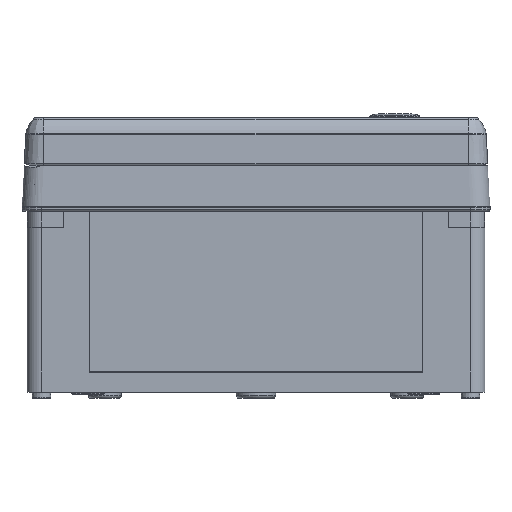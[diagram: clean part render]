
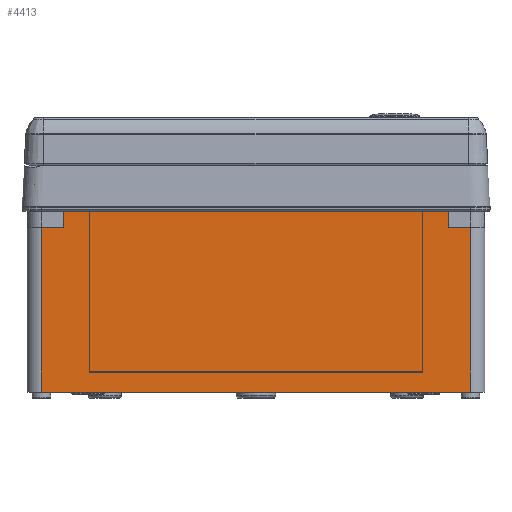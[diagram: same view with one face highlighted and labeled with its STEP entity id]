
A CAD part, front view. The second image highlights one B-rep face of the part: STEP entity #4413.
In plain terms, the highlighted planar face has unit normal (0, -1, 0).
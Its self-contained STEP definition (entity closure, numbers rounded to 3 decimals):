
#4413 = ADVANCED_FACE( '', ( #10452, #10453 ), #10454, .T. );
#10452 = FACE_OUTER_BOUND( '', #18656, .T. );
#10453 = FACE_BOUND( '', #18657, .T. );
#10454 = PLANE( '', #18658 );
#18656 = EDGE_LOOP( '', ( #32382, #32383, #32384, #32385, #32386, #32387, #32388, #32389 ) );
#18657 = EDGE_LOOP( '', ( #32390, #32391, #32392, #32393, #32394, #32395, #32396, #32397 ) );
#18658 = AXIS2_PLACEMENT_3D( '', #32398, #32399, #32400 );
#32382 = ORIENTED_EDGE( '', *, *, #51738, .F. );
#32383 = ORIENTED_EDGE( '', *, *, #51739, .T. );
#32384 = ORIENTED_EDGE( '', *, *, #51740, .F. );
#32385 = ORIENTED_EDGE( '', *, *, #51741, .T. );
#32386 = ORIENTED_EDGE( '', *, *, #51742, .T. );
#32387 = ORIENTED_EDGE( '', *, *, #50920, .F. );
#32388 = ORIENTED_EDGE( '', *, *, #48000, .F. );
#32389 = ORIENTED_EDGE( '', *, *, #51743, .T. );
#32390 = ORIENTED_EDGE( '', *, *, #51744, .T. );
#32391 = ORIENTED_EDGE( '', *, *, #51745, .T. );
#32392 = ORIENTED_EDGE( '', *, *, #51746, .T. );
#32393 = ORIENTED_EDGE( '', *, *, #51747, .T. );
#32394 = ORIENTED_EDGE( '', *, *, #51748, .T. );
#32395 = ORIENTED_EDGE( '', *, *, #51749, .T. );
#32396 = ORIENTED_EDGE( '', *, *, #48123, .T. );
#32397 = ORIENTED_EDGE( '', *, *, #51750, .T. );
#32398 = CARTESIAN_POINT( '', ( -137.5, -196.75, -118.5 ) );
#32399 = DIRECTION( '', ( 0., -1., 0. ) );
#32400 = DIRECTION( '', ( 0., 0., -1. ) );
#48000 = EDGE_CURVE( '', #56989, #56990, #56991, .T. );
#48123 = EDGE_CURVE( '', #57214, #57218, #57220, .T. );
#50920 = EDGE_CURVE( '', #56990, #61966, #61967, .T. );
#51738 = EDGE_CURVE( '', #63241, #63242, #63243, .T. );
#51739 = EDGE_CURVE( '', #63241, #63244, #63245, .T. );
#51740 = EDGE_CURVE( '', #63246, #63244, #63247, .T. );
#51741 = EDGE_CURVE( '', #63246, #63248, #63249, .T. );
#51742 = EDGE_CURVE( '', #63248, #61966, #63250, .T. );
#51743 = EDGE_CURVE( '', #56989, #63242, #63251, .T. );
#51744 = EDGE_CURVE( '', #63252, #63253, #63254, .T. );
#51745 = EDGE_CURVE( '', #63253, #63255, #63256, .T. );
#51746 = EDGE_CURVE( '', #63255, #63257, #63258, .T. );
#51747 = EDGE_CURVE( '', #63257, #63259, #63260, .T. );
#51748 = EDGE_CURVE( '', #63259, #63261, #63262, .T. );
#51749 = EDGE_CURVE( '', #63261, #57214, #63263, .T. );
#51750 = EDGE_CURVE( '', #57218, #63252, #63264, .T. );
#56989 = VERTEX_POINT( '', #70440 );
#56990 = VERTEX_POINT( '', #70441 );
#56991 = LINE( '', #70442, #70443 );
#57214 = VERTEX_POINT( '', #70787 );
#57218 = VERTEX_POINT( '', #70793 );
#57220 = LINE( '', #70796, #70797 );
#61966 = VERTEX_POINT( '', #78401 );
#61967 = LINE( '', #78402, #78403 );
#63241 = VERTEX_POINT( '', #80609 );
#63242 = VERTEX_POINT( '', #80610 );
#63243 = LINE( '', #80611, #80612 );
#63244 = VERTEX_POINT( '', #80613 );
#63245 = LINE( '', #80614, #80615 );
#63246 = VERTEX_POINT( '', #80616 );
#63247 = LINE( '', #80617, #80618 );
#63248 = VERTEX_POINT( '', #80619 );
#63249 = LINE( '', #80620, #80621 );
#63250 = LINE( '', #80622, #80623 );
#63251 = LINE( '', #80624, #80625 );
#63252 = VERTEX_POINT( '', #80626 );
#63253 = VERTEX_POINT( '', #80627 );
#63254 = LINE( '', #80628, #80629 );
#63255 = VERTEX_POINT( '', #80630 );
#63256 = LINE( '', #80631, #80632 );
#63257 = VERTEX_POINT( '', #80633 );
#63258 = LINE( '', #80634, #80635 );
#63259 = VERTEX_POINT( '', #80636 );
#63260 = LINE( '', #80637, #80638 );
#63261 = VERTEX_POINT( '', #80639 );
#63262 = LINE( '', #80640, #80641 );
#63263 = LINE( '', #80642, #80643 );
#63264 = LINE( '', #80644, #80645 );
#70440 = CARTESIAN_POINT( '', ( 123.35, -196.75, -2.5 ) );
#70441 = CARTESIAN_POINT( '', ( 123.35, -196.75, -12.8 ) );
#70442 = CARTESIAN_POINT( '', ( 123.35, -196.75, -118.5 ) );
#70443 = VECTOR( '', #91614, 1000. );
#70787 = CARTESIAN_POINT( '', ( 106.55, -196.75, -105.3 ) );
#70793 = CARTESIAN_POINT( '', ( 106.55, -196.75, -3.5 ) );
#70796 = CARTESIAN_POINT( '', ( 106.55, -196.75, -118.5 ) );
#70797 = VECTOR( '', #91763, 1000. );
#78401 = CARTESIAN_POINT( '', ( 137.5, -196.75, -12.8 ) );
#78402 = CARTESIAN_POINT( '', ( -137.5, -196.75, -12.8 ) );
#78403 = VECTOR( '', #95129, 1000. );
#80609 = CARTESIAN_POINT( '', ( -123.35, -196.75, -12.8 ) );
#80610 = CARTESIAN_POINT( '', ( -123.35, -196.75, -2.5 ) );
#80611 = CARTESIAN_POINT( '', ( -123.35, -196.75, -118.5 ) );
#80612 = VECTOR( '', #96032, 1000. );
#80613 = CARTESIAN_POINT( '', ( -137.5, -196.75, -12.8 ) );
#80614 = CARTESIAN_POINT( '', ( -137.5, -196.75, -12.8 ) );
#80615 = VECTOR( '', #96033, 1000. );
#80616 = CARTESIAN_POINT( '', ( -137.5, -196.75, -118.5 ) );
#80617 = CARTESIAN_POINT( '', ( -137.5, -196.75, -118.5 ) );
#80618 = VECTOR( '', #96034, 1000. );
#80619 = CARTESIAN_POINT( '', ( 137.5, -196.75, -118.5 ) );
#80620 = CARTESIAN_POINT( '', ( -137.5, -196.75, -118.5 ) );
#80621 = VECTOR( '', #96035, 1000. );
#80622 = CARTESIAN_POINT( '', ( 137.5, -196.75, -118.5 ) );
#80623 = VECTOR( '', #96036, 1000. );
#80624 = CARTESIAN_POINT( '', ( -137.5, -196.75, -2.5 ) );
#80625 = VECTOR( '', #96037, 1000. );
#80626 = CARTESIAN_POINT( '', ( 107.05, -196.75, -3.5 ) );
#80627 = CARTESIAN_POINT( '', ( 107.05, -196.75, -105.8 ) );
#80628 = CARTESIAN_POINT( '', ( 107.05, -196.75, -118.5 ) );
#80629 = VECTOR( '', #96038, 1000. );
#80630 = CARTESIAN_POINT( '', ( -107.05, -196.75, -105.8 ) );
#80631 = CARTESIAN_POINT( '', ( -137.5, -196.75, -105.8 ) );
#80632 = VECTOR( '', #96039, 1000. );
#80633 = CARTESIAN_POINT( '', ( -107.05, -196.75, -3.5 ) );
#80634 = CARTESIAN_POINT( '', ( -107.05, -196.75, -118.5 ) );
#80635 = VECTOR( '', #96040, 1000. );
#80636 = CARTESIAN_POINT( '', ( -106.55, -196.75, -3.5 ) );
#80637 = CARTESIAN_POINT( '', ( -137.5, -196.75, -3.5 ) );
#80638 = VECTOR( '', #96041, 1000. );
#80639 = CARTESIAN_POINT( '', ( -106.55, -196.75, -105.3 ) );
#80640 = CARTESIAN_POINT( '', ( -106.55, -196.75, -118.5 ) );
#80641 = VECTOR( '', #96042, 1000. );
#80642 = CARTESIAN_POINT( '', ( -137.5, -196.75, -105.3 ) );
#80643 = VECTOR( '', #96043, 1000. );
#80644 = CARTESIAN_POINT( '', ( -137.5, -196.75, -3.5 ) );
#80645 = VECTOR( '', #96044, 1000. );
#91614 = DIRECTION( '', ( 0., 0., -1. ) );
#91763 = DIRECTION( '', ( 0., 0., 1. ) );
#95129 = DIRECTION( '', ( 1., 0., 0. ) );
#96032 = DIRECTION( '', ( 0., 0., 1. ) );
#96033 = DIRECTION( '', ( -1., 0., 0. ) );
#96034 = DIRECTION( '', ( 0., 0., 1. ) );
#96035 = DIRECTION( '', ( 1., 0., 0. ) );
#96036 = DIRECTION( '', ( 0., 0., 1. ) );
#96037 = DIRECTION( '', ( -1., 0., 0. ) );
#96038 = DIRECTION( '', ( 0., 0., -1. ) );
#96039 = DIRECTION( '', ( -1., 0., 0. ) );
#96040 = DIRECTION( '', ( 0., 0., 1. ) );
#96041 = DIRECTION( '', ( 1., 0., 0. ) );
#96042 = DIRECTION( '', ( 0., 0., -1. ) );
#96043 = DIRECTION( '', ( 1., 0., 0. ) );
#96044 = DIRECTION( '', ( 1., 0., 0. ) );
